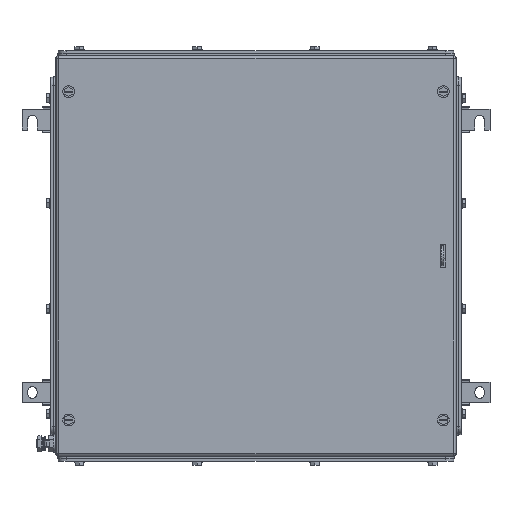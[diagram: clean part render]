
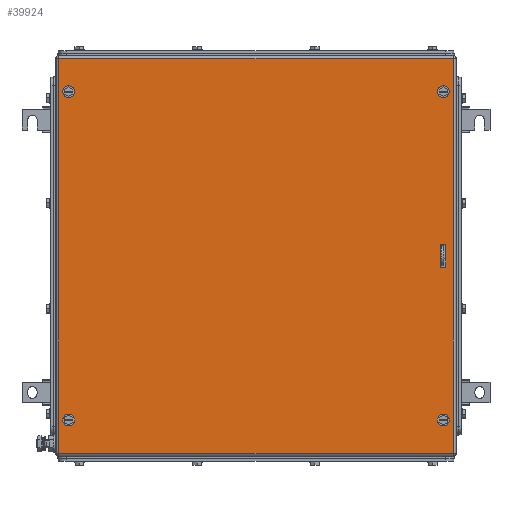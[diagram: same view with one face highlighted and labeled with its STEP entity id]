
A CAD part, top view. The second image highlights one B-rep face of the part: STEP entity #39924.
In plain terms, the highlighted planar face has unit normal (0, 0, 1).
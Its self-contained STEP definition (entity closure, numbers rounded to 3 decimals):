
#39764=AXIS2_PLACEMENT_3D('Circle Axis2P3D',#39762,#39763,$) ;
#39791=AXIS2_PLACEMENT_3D('Plane Axis2P3D',#39788,#39789,#39790) ;
#39829=AXIS2_PLACEMENT_3D('Circle Axis2P3D',#39827,#39828,$) ;
#39838=AXIS2_PLACEMENT_3D('Circle Axis2P3D',#39836,#39837,$) ;
#39847=AXIS2_PLACEMENT_3D('Circle Axis2P3D',#39845,#39846,$) ;
#39856=AXIS2_PLACEMENT_3D('Circle Axis2P3D',#39854,#39855,$) ;
#39865=AXIS2_PLACEMENT_3D('Circle Axis2P3D',#39863,#39864,$) ;
#39874=AXIS2_PLACEMENT_3D('Circle Axis2P3D',#39872,#39873,$) ;
#39883=AXIS2_PLACEMENT_3D('Circle Axis2P3D',#39881,#39882,$) ;
#39759=CARTESIAN_POINT('Vertex',(59.5,447.75,153.5)) ;
#39762=CARTESIAN_POINT('Axis2P3D Location',(56.,447.75,153.5)) ;
#39766=CARTESIAN_POINT('Vertex',(52.5,447.75,153.5)) ;
#39788=CARTESIAN_POINT('Axis2P3D Location',(280.5,251.,153.5)) ;
#39793=CARTESIAN_POINT('Line Origine',(280.5,487.5,153.5)) ;
#39797=CARTESIAN_POINT('Vertex',(517.,487.5,153.5)) ;
#39799=CARTESIAN_POINT('Vertex',(44.,487.5,153.5)) ;
#39802=CARTESIAN_POINT('Line Origine',(44.,251.,153.5)) ;
#39806=CARTESIAN_POINT('Vertex',(44.,14.5,153.5)) ;
#39809=CARTESIAN_POINT('Line Origine',(280.5,14.5,153.5)) ;
#39813=CARTESIAN_POINT('Vertex',(517.,14.5,153.5)) ;
#39816=CARTESIAN_POINT('Line Origine',(517.,251.,153.5)) ;
#39827=CARTESIAN_POINT('Axis2P3D Location',(56.,447.75,153.5)) ;
#39836=CARTESIAN_POINT('Axis2P3D Location',(56.,54.25,153.5)) ;
#39840=CARTESIAN_POINT('Vertex',(52.5,54.25,153.5)) ;
#39842=CARTESIAN_POINT('Vertex',(59.5,54.25,153.5)) ;
#39845=CARTESIAN_POINT('Axis2P3D Location',(56.,54.25,153.5)) ;
#39854=CARTESIAN_POINT('Axis2P3D Location',(505.,54.25,153.5)) ;
#39858=CARTESIAN_POINT('Vertex',(508.5,54.25,153.5)) ;
#39860=CARTESIAN_POINT('Vertex',(501.5,54.25,153.5)) ;
#39863=CARTESIAN_POINT('Axis2P3D Location',(505.,54.25,153.5)) ;
#39872=CARTESIAN_POINT('Axis2P3D Location',(505.,447.75,153.5)) ;
#39876=CARTESIAN_POINT('Vertex',(508.5,447.75,153.5)) ;
#39878=CARTESIAN_POINT('Vertex',(501.5,447.75,153.5)) ;
#39881=CARTESIAN_POINT('Axis2P3D Location',(505.,447.75,153.5)) ;
#39890=CARTESIAN_POINT('Line Origine',(504.75,237.5,153.5)) ;
#39894=CARTESIAN_POINT('Vertex',(508.,237.5,153.5)) ;
#39896=CARTESIAN_POINT('Vertex',(501.5,237.5,153.5)) ;
#39899=CARTESIAN_POINT('Line Origine',(501.5,251.,153.5)) ;
#39903=CARTESIAN_POINT('Vertex',(501.5,264.5,153.5)) ;
#39906=CARTESIAN_POINT('Line Origine',(504.75,264.5,153.5)) ;
#39910=CARTESIAN_POINT('Vertex',(508.,264.5,153.5)) ;
#39913=CARTESIAN_POINT('Line Origine',(508.,251.,153.5)) ;
#39763=DIRECTION('Axis2P3D Direction',(0.,0.,1.)) ;
#39789=DIRECTION('Axis2P3D Direction',(0.,0.,1.)) ;
#39790=DIRECTION('Axis2P3D XDirection',(1.,0.,0.)) ;
#39794=DIRECTION('Vector Direction',(1.,0.,0.)) ;
#39803=DIRECTION('Vector Direction',(0.,-1.,0.)) ;
#39810=DIRECTION('Vector Direction',(1.,0.,0.)) ;
#39817=DIRECTION('Vector Direction',(0.,1.,0.)) ;
#39828=DIRECTION('Axis2P3D Direction',(0.,0.,1.)) ;
#39837=DIRECTION('Axis2P3D Direction',(0.,0.,1.)) ;
#39846=DIRECTION('Axis2P3D Direction',(0.,0.,1.)) ;
#39855=DIRECTION('Axis2P3D Direction',(0.,0.,1.)) ;
#39864=DIRECTION('Axis2P3D Direction',(0.,0.,1.)) ;
#39873=DIRECTION('Axis2P3D Direction',(0.,0.,1.)) ;
#39882=DIRECTION('Axis2P3D Direction',(0.,0.,1.)) ;
#39891=DIRECTION('Vector Direction',(-1.,0.,0.)) ;
#39900=DIRECTION('Vector Direction',(0.,1.,0.)) ;
#39907=DIRECTION('Vector Direction',(1.,0.,0.)) ;
#39914=DIRECTION('Vector Direction',(0.,-1.,0.)) ;
#39795=VECTOR('Line Direction',#39794,1.) ;
#39804=VECTOR('Line Direction',#39803,1.) ;
#39811=VECTOR('Line Direction',#39810,1.) ;
#39818=VECTOR('Line Direction',#39817,1.) ;
#39892=VECTOR('Line Direction',#39891,1.) ;
#39901=VECTOR('Line Direction',#39900,1.) ;
#39908=VECTOR('Line Direction',#39907,1.) ;
#39915=VECTOR('Line Direction',#39914,1.) ;
#39822=ORIENTED_EDGE('',*,*,#39801,.T.) ;
#39823=ORIENTED_EDGE('',*,*,#39808,.T.) ;
#39824=ORIENTED_EDGE('',*,*,#39815,.T.) ;
#39825=ORIENTED_EDGE('',*,*,#39820,.T.) ;
#39833=ORIENTED_EDGE('',*,*,#39831,.F.) ;
#39834=ORIENTED_EDGE('',*,*,#39768,.F.) ;
#39851=ORIENTED_EDGE('',*,*,#39844,.F.) ;
#39852=ORIENTED_EDGE('',*,*,#39849,.F.) ;
#39869=ORIENTED_EDGE('',*,*,#39862,.F.) ;
#39870=ORIENTED_EDGE('',*,*,#39867,.F.) ;
#39887=ORIENTED_EDGE('',*,*,#39880,.F.) ;
#39888=ORIENTED_EDGE('',*,*,#39885,.F.) ;
#39919=ORIENTED_EDGE('',*,*,#39898,.T.) ;
#39920=ORIENTED_EDGE('',*,*,#39905,.T.) ;
#39921=ORIENTED_EDGE('',*,*,#39912,.T.) ;
#39922=ORIENTED_EDGE('',*,*,#39917,.T.) ;
#39835=FACE_BOUND('',#39832,.T.) ;
#39853=FACE_BOUND('',#39850,.T.) ;
#39871=FACE_BOUND('',#39868,.T.) ;
#39889=FACE_BOUND('',#39886,.T.) ;
#39923=FACE_BOUND('',#39918,.T.) ;
#39924=ADVANCED_FACE('ZUB_KTB_MH_484815_4GP_AllCATPart.2\\ZUB_DE_KTB_MH_480X480.1\\DE_KTB_MH_PART_MASTER.1\\Koerper.2',(#39826,#39835,#39853,#39871,#39889,#39923),#39792,.T.) ;
#39765=CIRCLE('generated circle',#39764,3.5) ;
#39830=CIRCLE('generated circle',#39829,3.5) ;
#39839=CIRCLE('generated circle',#39838,3.5) ;
#39848=CIRCLE('generated circle',#39847,3.5) ;
#39857=CIRCLE('generated circle',#39856,3.5) ;
#39866=CIRCLE('generated circle',#39865,3.5) ;
#39875=CIRCLE('generated circle',#39874,3.5) ;
#39884=CIRCLE('generated circle',#39883,3.5) ;
#39768=EDGE_CURVE('',#39760,#39767,#39765,.T.) ;
#39801=EDGE_CURVE('',#39798,#39800,#39796,.F.) ;
#39808=EDGE_CURVE('',#39800,#39807,#39805,.T.) ;
#39815=EDGE_CURVE('',#39807,#39814,#39812,.T.) ;
#39820=EDGE_CURVE('',#39814,#39798,#39819,.T.) ;
#39831=EDGE_CURVE('',#39767,#39760,#39830,.T.) ;
#39844=EDGE_CURVE('',#39841,#39843,#39839,.T.) ;
#39849=EDGE_CURVE('',#39843,#39841,#39848,.T.) ;
#39862=EDGE_CURVE('',#39859,#39861,#39857,.T.) ;
#39867=EDGE_CURVE('',#39861,#39859,#39866,.T.) ;
#39880=EDGE_CURVE('',#39877,#39879,#39875,.T.) ;
#39885=EDGE_CURVE('',#39879,#39877,#39884,.T.) ;
#39898=EDGE_CURVE('',#39895,#39897,#39893,.T.) ;
#39905=EDGE_CURVE('',#39897,#39904,#39902,.T.) ;
#39912=EDGE_CURVE('',#39904,#39911,#39909,.T.) ;
#39917=EDGE_CURVE('',#39911,#39895,#39916,.T.) ;
#39821=EDGE_LOOP('',(#39822,#39823,#39824,#39825)) ;
#39832=EDGE_LOOP('',(#39833,#39834)) ;
#39850=EDGE_LOOP('',(#39851,#39852)) ;
#39868=EDGE_LOOP('',(#39869,#39870)) ;
#39886=EDGE_LOOP('',(#39887,#39888)) ;
#39918=EDGE_LOOP('',(#39919,#39920,#39921,#39922)) ;
#39826=FACE_OUTER_BOUND('',#39821,.T.) ;
#39796=LINE('Line',#39793,#39795) ;
#39805=LINE('Line',#39802,#39804) ;
#39812=LINE('Line',#39809,#39811) ;
#39819=LINE('Line',#39816,#39818) ;
#39893=LINE('Line',#39890,#39892) ;
#39902=LINE('Line',#39899,#39901) ;
#39909=LINE('Line',#39906,#39908) ;
#39916=LINE('Line',#39913,#39915) ;
#39792=PLANE('',#39791) ;
#39760=VERTEX_POINT('',#39759) ;
#39767=VERTEX_POINT('',#39766) ;
#39798=VERTEX_POINT('',#39797) ;
#39800=VERTEX_POINT('',#39799) ;
#39807=VERTEX_POINT('',#39806) ;
#39814=VERTEX_POINT('',#39813) ;
#39841=VERTEX_POINT('',#39840) ;
#39843=VERTEX_POINT('',#39842) ;
#39859=VERTEX_POINT('',#39858) ;
#39861=VERTEX_POINT('',#39860) ;
#39877=VERTEX_POINT('',#39876) ;
#39879=VERTEX_POINT('',#39878) ;
#39895=VERTEX_POINT('',#39894) ;
#39897=VERTEX_POINT('',#39896) ;
#39904=VERTEX_POINT('',#39903) ;
#39911=VERTEX_POINT('',#39910) ;
